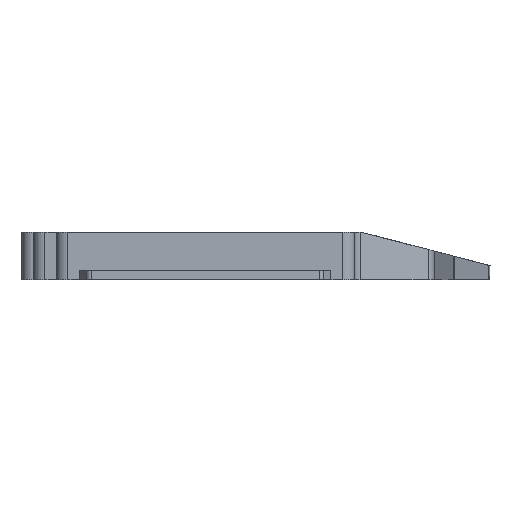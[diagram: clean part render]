
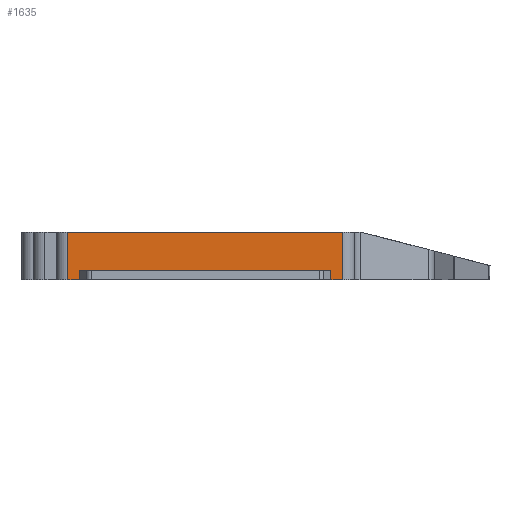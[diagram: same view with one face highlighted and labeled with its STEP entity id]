
A CAD part, left-side view. The second image highlights one B-rep face of the part: STEP entity #1635.
In plain terms, the highlighted planar face has unit normal (-1, 0, 0).
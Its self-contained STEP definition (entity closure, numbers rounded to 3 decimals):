
#365 = VERTEX_POINT('',#366);
#366 = CARTESIAN_POINT('',(-158.4,-66.93,0.));
#373 = EDGE_CURVE('',#374,#365,#376,.T.);
#374 = VERTEX_POINT('',#375);
#375 = CARTESIAN_POINT('',(-158.4,-9.54,0.));
#376 = LINE('',#377,#378);
#377 = CARTESIAN_POINT('',(-158.4,-9.54,0.));
#378 = VECTOR('',#379,1.);
#379 = DIRECTION('',(-0.,-1.,-0.));
#618 = VERTEX_POINT('',#619);
#619 = CARTESIAN_POINT('',(-158.4,-66.93,-10.));
#626 = EDGE_CURVE('',#627,#618,#629,.T.);
#627 = VERTEX_POINT('',#628);
#628 = CARTESIAN_POINT('',(-158.4,-64.43,-10.));
#629 = LINE('',#630,#631);
#630 = CARTESIAN_POINT('',(-158.4,-9.54,-10.));
#631 = VECTOR('',#632,1.);
#632 = DIRECTION('',(-0.,-1.,-0.));
#635 = VERTEX_POINT('',#636);
#636 = CARTESIAN_POINT('',(-158.4,-12.04,-10.));
#642 = EDGE_CURVE('',#643,#635,#645,.T.);
#643 = VERTEX_POINT('',#644);
#644 = CARTESIAN_POINT('',(-158.4,-9.54,-10.));
#645 = LINE('',#646,#647);
#646 = CARTESIAN_POINT('',(-158.4,-9.54,-10.));
#647 = VECTOR('',#648,1.);
#648 = DIRECTION('',(-0.,-1.,-0.));
#1622 = EDGE_CURVE('',#374,#643,#1623,.T.);
#1623 = LINE('',#1624,#1625);
#1624 = CARTESIAN_POINT('',(-158.4,-9.54,0.));
#1625 = VECTOR('',#1626,1.);
#1626 = DIRECTION('',(0.,0.,-1.));
#1635 = ADVANCED_FACE('',(#1636),#1670,.F.);
#1636 = FACE_BOUND('',#1637,.T.);
#1637 = EDGE_LOOP('',(#1638,#1639,#1640,#1641,#1649,#1657,#1663,#1664));
#1638 = ORIENTED_EDGE('',*,*,#373,.F.);
#1639 = ORIENTED_EDGE('',*,*,#1622,.T.);
#1640 = ORIENTED_EDGE('',*,*,#642,.T.);
#1641 = ORIENTED_EDGE('',*,*,#1642,.T.);
#1642 = EDGE_CURVE('',#635,#1643,#1645,.T.);
#1643 = VERTEX_POINT('',#1644);
#1644 = CARTESIAN_POINT('',(-158.4,-12.04,-8.));
#1645 = LINE('',#1646,#1647);
#1646 = CARTESIAN_POINT('',(-158.4,-12.04,-10.));
#1647 = VECTOR('',#1648,1.);
#1648 = DIRECTION('',(0.,0.,1.));
#1649 = ORIENTED_EDGE('',*,*,#1650,.F.);
#1650 = EDGE_CURVE('',#1651,#1643,#1653,.T.);
#1651 = VERTEX_POINT('',#1652);
#1652 = CARTESIAN_POINT('',(-158.4,-64.43,-8.));
#1653 = LINE('',#1654,#1655);
#1654 = CARTESIAN_POINT('',(-158.4,-64.43,-8.));
#1655 = VECTOR('',#1656,1.);
#1656 = DIRECTION('',(0.,1.,0.));
#1657 = ORIENTED_EDGE('',*,*,#1658,.F.);
#1658 = EDGE_CURVE('',#627,#1651,#1659,.T.);
#1659 = LINE('',#1660,#1661);
#1660 = CARTESIAN_POINT('',(-158.4,-64.43,-10.));
#1661 = VECTOR('',#1662,1.);
#1662 = DIRECTION('',(0.,0.,1.));
#1663 = ORIENTED_EDGE('',*,*,#626,.T.);
#1664 = ORIENTED_EDGE('',*,*,#1665,.F.);
#1665 = EDGE_CURVE('',#365,#618,#1666,.T.);
#1666 = LINE('',#1667,#1668);
#1667 = CARTESIAN_POINT('',(-158.4,-66.93,0.));
#1668 = VECTOR('',#1669,1.);
#1669 = DIRECTION('',(0.,0.,-1.));
#1670 = PLANE('',#1671);
#1671 = AXIS2_PLACEMENT_3D('',#1672,#1673,#1674);
#1672 = CARTESIAN_POINT('',(-158.4,-9.54,0.));
#1673 = DIRECTION('',(1.,0.,0.));
#1674 = DIRECTION('',(0.,1.,0.));
